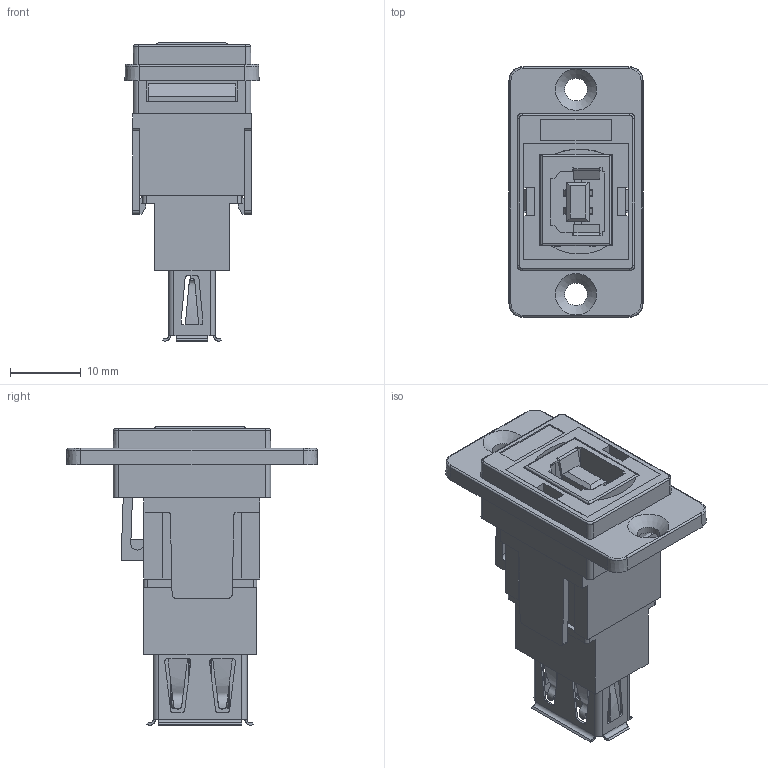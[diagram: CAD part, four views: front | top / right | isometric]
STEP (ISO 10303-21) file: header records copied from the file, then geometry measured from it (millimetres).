
FILE_DESCRIPTION(/* description */ (''),/* implementation_level */ '2;1');
FILE_NAME(/* name */ 'CP30707N USB2 B-A csk.stp',/* time_stamp */ '2021-07-01T11:51:26+01:00',/* author */ ('tottley'),/* organization */ (''),/* preprocessor_version */ 'ST-DEVELOPER v18',/* originating_system */ 'Autodesk Inventor 2020',/* authorisation */ '');
FILE_SCHEMA (('AUTOMOTIVE_DESIGN { 1 0 10303 214 3 1 1 }'));
Length unit declared in the file: millimetre
Products named in the file (5): USB 2+3 A-A; Rear Mount Frame CSK hole; USB3 B front; USB3 A; USB3 A_1
Assembly tree (4 placements, depth 2):
  USB 2+3 A-A
    Rear Mount Frame CSK hole
    USB3 B front
    USB3 A
    USB3 A_1
Bounding box: 19 x 35.5 x 42.25 mm (x, y, z)
Volume: 7297.8 mm3; surface area: 10799.8 mm2
Topology: 4 solids, 4 shells, 943 faces, 2692 edges, 1730 vertices
Faces by surface type: plane 707, cylinder 157, bspline 61, cone 10, torus 8
Full cylindrical faces by diameter (mm): 3.2 x2
Entity records: 39066 total; most frequent: CARTESIAN_POINT 14204, ORIENTED_EDGE 5384, DIRECTION 4706, EDGE_CURVE 2692, LINE 2274, VECTOR 2274, VERTEX_POINT 1730, AXIS2_PLACEMENT_3D 1216
